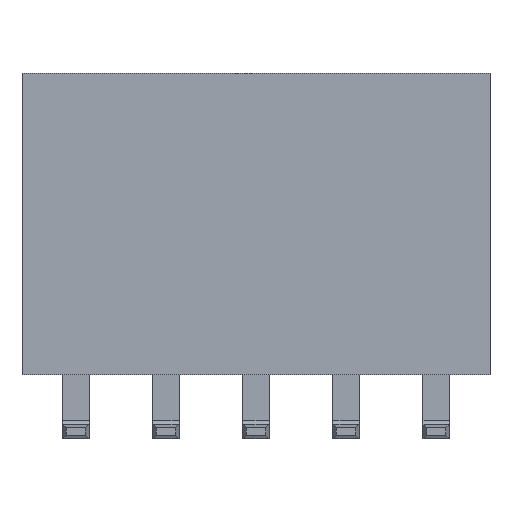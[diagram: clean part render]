
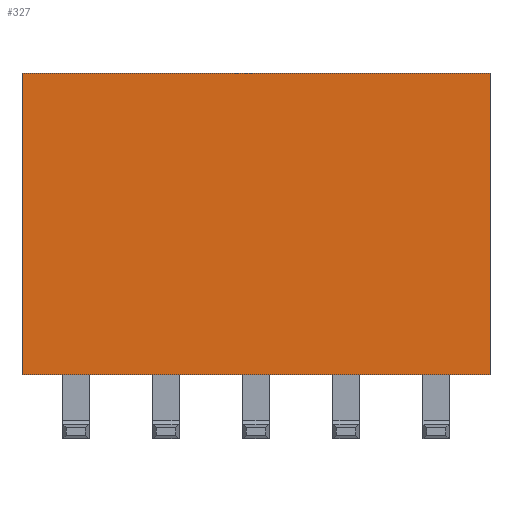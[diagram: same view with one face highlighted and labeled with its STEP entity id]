
A CAD part, front view. The second image highlights one B-rep face of the part: STEP entity #327.
In plain terms, the highlighted planar face has unit normal (0, -1, 0).
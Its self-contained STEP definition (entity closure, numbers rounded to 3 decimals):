
#327 = ADVANCED_FACE( '', ( #639 ), #640, .T. );
#639 = FACE_OUTER_BOUND( '', #968, .T. );
#640 = PLANE( '', #969 );
#968 = EDGE_LOOP( '', ( #1654, #1655, #1656, #1657 ) );
#969 = AXIS2_PLACEMENT_3D( '', #1658, #1659, #1660 );
#1654 = ORIENTED_EDGE( '', *, *, #2323, .T. );
#1655 = ORIENTED_EDGE( '', *, *, #2324, .T. );
#1656 = ORIENTED_EDGE( '', *, *, #2193, .T. );
#1657 = ORIENTED_EDGE( '', *, *, #2135, .T. );
#1658 = CARTESIAN_POINT( '', ( 0., -1.25, 0. ) );
#1659 = DIRECTION( '', ( 0., -1., 0. ) );
#1660 = DIRECTION( '', ( 0., 0., -1. ) );
#2135 = EDGE_CURVE( '', #2576, #2574, #2577, .T. );
#2193 = EDGE_CURVE( '', #2669, #2576, #2670, .T. );
#2323 = EDGE_CURVE( '', #2574, #2848, #2849, .T. );
#2324 = EDGE_CURVE( '', #2848, #2669, #2850, .T. );
#2574 = VERTEX_POINT( '', #3194 );
#2576 = VERTEX_POINT( '', #3197 );
#2577 = LINE( '', #3198, #3199 );
#2669 = VERTEX_POINT( '', #3339 );
#2670 = LINE( '', #3340, #3341 );
#2848 = VERTEX_POINT( '', #3611 );
#2849 = LINE( '', #3612, #3613 );
#2850 = LINE( '', #3614, #3615 );
#3194 = CARTESIAN_POINT( '', ( 6.6, -1.25, 4.25 ) );
#3197 = CARTESIAN_POINT( '', ( 6.6, -1.25, -4.25 ) );
#3198 = CARTESIAN_POINT( '', ( 6.6, -1.25, -4.25 ) );
#3199 = VECTOR( '', #3841, 1000. );
#3339 = CARTESIAN_POINT( '', ( -6.6, -1.25, -4.25 ) );
#3340 = CARTESIAN_POINT( '', ( -6.6, -1.25, -4.25 ) );
#3341 = VECTOR( '', #3888, 1000. );
#3611 = CARTESIAN_POINT( '', ( -6.6, -1.25, 4.25 ) );
#3612 = CARTESIAN_POINT( '', ( 6.6, -1.25, 4.25 ) );
#3613 = VECTOR( '', #3991, 1000. );
#3614 = CARTESIAN_POINT( '', ( -6.6, -1.25, 4.25 ) );
#3615 = VECTOR( '', #3992, 1000. );
#3841 = DIRECTION( '', ( 0., 0., 1. ) );
#3888 = DIRECTION( '', ( 1., 0., 0. ) );
#3991 = DIRECTION( '', ( -1., 0., 0. ) );
#3992 = DIRECTION( '', ( 0., 0., -1. ) );
